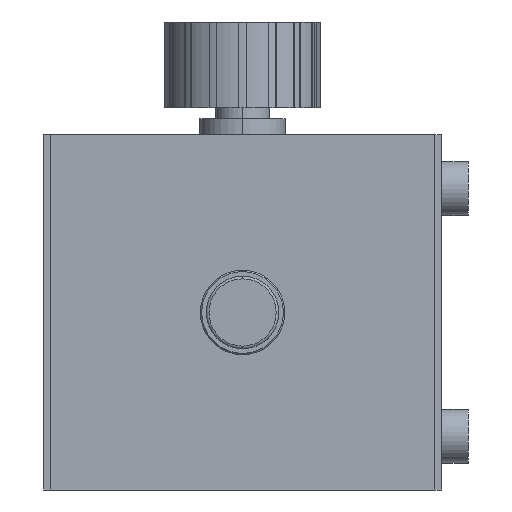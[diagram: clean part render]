
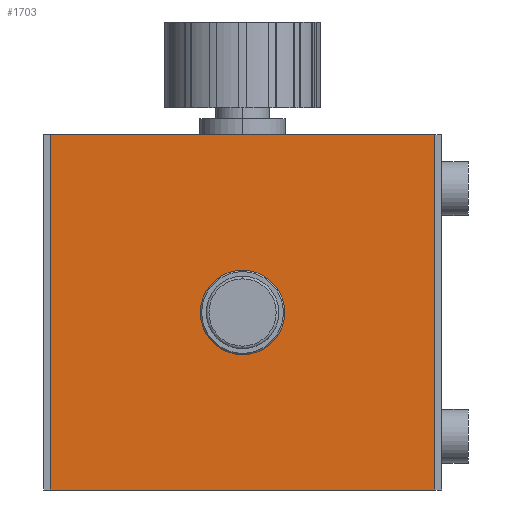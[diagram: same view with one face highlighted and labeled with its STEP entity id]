
A CAD part, left-side view. The second image highlights one B-rep face of the part: STEP entity #1703.
In plain terms, the highlighted planar face has unit normal (-1, 0, 0).
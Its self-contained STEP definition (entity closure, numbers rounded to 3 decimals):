
#166 = LINE ( 'NONE', #2278, #3507 ) ;
#255 = EDGE_CURVE ( 'NONE', #5714, #2571, #2634, .T. ) ;
#361 = EDGE_LOOP ( 'NONE', ( #6099, #1752 ) ) ;
#411 = LINE ( 'NONE', #3912, #5303 ) ;
#507 = PLANE ( 'NONE',  #2395 ) ;
#966 = CARTESIAN_POINT ( 'NONE',  ( -82., 74., 33. ) ) ;
#1070 = FACE_OUTER_BOUND ( 'NONE', #3361, .T. ) ;
#1431 = AXIS2_PLACEMENT_3D ( 'NONE', #4469, #3440, #5014 ) ;
#1565 = AXIS2_PLACEMENT_3D ( 'NONE', #5933, #4359, #4331 ) ;
#1703 = ADVANCED_FACE ( 'NONE', ( #5217, #1070 ), #507, .F. ) ;
#1752 = ORIENTED_EDGE ( 'NONE', *, *, #255, .T. ) ;
#1890 = LINE ( 'NONE', #2842, #6509 ) ;
#2242 = ORIENTED_EDGE ( 'NONE', *, *, #5566, .F. ) ;
#2278 = CARTESIAN_POINT ( 'NONE',  ( -82., 72.75, 33. ) ) ;
#2395 = AXIS2_PLACEMENT_3D ( 'NONE', #966, #5245, #3173 ) ;
#2539 = CARTESIAN_POINT ( 'NONE',  ( -82., 37., 7.85 ) ) ;
#2571 = VERTEX_POINT ( 'NONE', #4940 ) ;
#2573 = CARTESIAN_POINT ( 'NONE',  ( -82., 74., -33. ) ) ;
#2634 = CIRCLE ( 'NONE', #1431, 7.85 ) ;
#2834 = EDGE_CURVE ( 'NONE', #5497, #6712, #3674, .T. ) ;
#2842 = CARTESIAN_POINT ( 'NONE',  ( -82., 1.25, 33. ) ) ;
#3173 = DIRECTION ( 'NONE',  ( 0., 1., 0. ) ) ;
#3194 = ORIENTED_EDGE ( 'NONE', *, *, #4650, .T. ) ;
#3255 = VERTEX_POINT ( 'NONE', #6803 ) ;
#3361 = EDGE_LOOP ( 'NONE', ( #2242, #4910, #3194, #6705 ) ) ;
#3436 = DIRECTION ( 'NONE',  ( 0., 0., -1. ) ) ;
#3440 = DIRECTION ( 'NONE',  ( 1., 0., 0. ) ) ;
#3507 = VECTOR ( 'NONE', #4375, 1000. ) ;
#3674 = LINE ( 'NONE', #2573, #3717 ) ;
#3717 = VECTOR ( 'NONE', #5790, 1000. ) ;
#3912 = CARTESIAN_POINT ( 'NONE',  ( -82., 74., 33. ) ) ;
#3983 = CARTESIAN_POINT ( 'NONE',  ( -82., 72.75, -33. ) ) ;
#4228 = EDGE_CURVE ( 'NONE', #2571, #5714, #6412, .T. ) ;
#4331 = DIRECTION ( 'NONE',  ( 0., 0., -1. ) ) ;
#4359 = DIRECTION ( 'NONE',  ( 1., 0., 0. ) ) ;
#4375 = DIRECTION ( 'NONE',  ( 0., 0., -1. ) ) ;
#4386 = EDGE_CURVE ( 'NONE', #3255, #4884, #411, .T. ) ;
#4469 = CARTESIAN_POINT ( 'NONE',  ( -82., 37., 0. ) ) ;
#4650 = EDGE_CURVE ( 'NONE', #3255, #5497, #166, .T. ) ;
#4884 = VERTEX_POINT ( 'NONE', #5776 ) ;
#4910 = ORIENTED_EDGE ( 'NONE', *, *, #4386, .F. ) ;
#4940 = CARTESIAN_POINT ( 'NONE',  ( -82., 37., -7.85 ) ) ;
#5014 = DIRECTION ( 'NONE',  ( 0., 0., -1. ) ) ;
#5217 = FACE_BOUND ( 'NONE', #361, .T. ) ;
#5245 = DIRECTION ( 'NONE',  ( 1., 0., 0. ) ) ;
#5303 = VECTOR ( 'NONE', #6028, 1000. ) ;
#5497 = VERTEX_POINT ( 'NONE', #3983 ) ;
#5566 = EDGE_CURVE ( 'NONE', #4884, #6712, #1890, .T. ) ;
#5714 = VERTEX_POINT ( 'NONE', #2539 ) ;
#5776 = CARTESIAN_POINT ( 'NONE',  ( -82., 1.25, 33. ) ) ;
#5790 = DIRECTION ( 'NONE',  ( 0., -1., 0. ) ) ;
#5933 = CARTESIAN_POINT ( 'NONE',  ( -82., 37., 0. ) ) ;
#6028 = DIRECTION ( 'NONE',  ( 0., -1., 0. ) ) ;
#6099 = ORIENTED_EDGE ( 'NONE', *, *, #4228, .T. ) ;
#6412 = CIRCLE ( 'NONE', #1565, 7.85 ) ;
#6509 = VECTOR ( 'NONE', #3436, 1000. ) ;
#6705 = ORIENTED_EDGE ( 'NONE', *, *, #2834, .T. ) ;
#6712 = VERTEX_POINT ( 'NONE', #6798 ) ;
#6798 = CARTESIAN_POINT ( 'NONE',  ( -82., 1.25, -33. ) ) ;
#6803 = CARTESIAN_POINT ( 'NONE',  ( -82., 72.75, 33. ) ) ;
